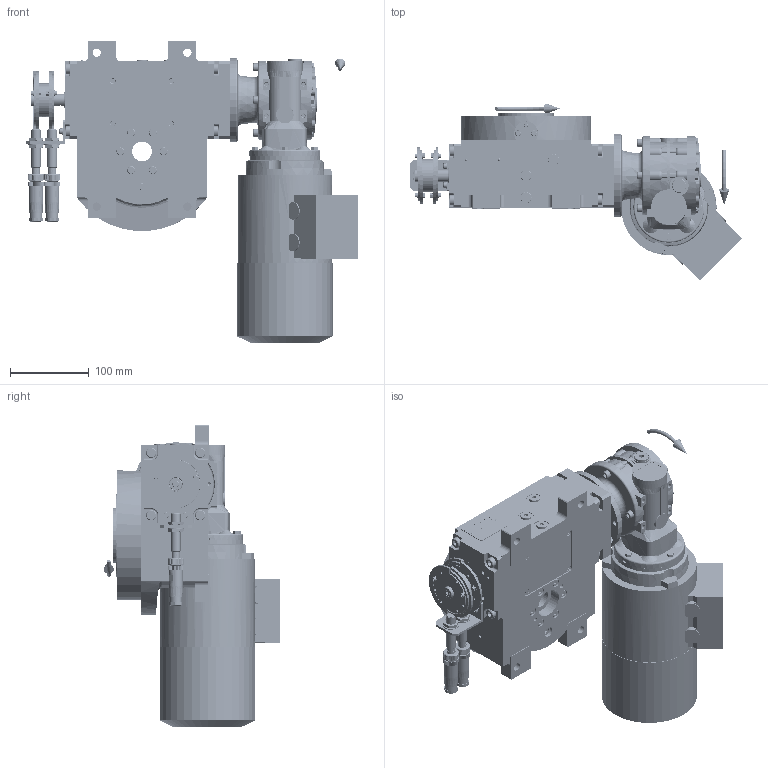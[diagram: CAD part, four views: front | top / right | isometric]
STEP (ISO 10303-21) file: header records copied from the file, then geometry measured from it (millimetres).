
FILE_DESCRIPTION (( 'STEP AP203' ), '1' );
FILE_NAME ('PC5015088.step', '2025-11-25T08:13:21', ( '' ), ( '' ), 'SwSTEP 2.0', 'SolidWorks 2020', '' );
FILE_SCHEMA (( 'CONFIG_CONTROL_DESIGN' ));
Length unit declared in the file: millimetre
Products named in the file (95): cfn2104_01_016; AS_cfn2476_01_001_48x38; PC5015088; cfn2107_01_001; cfn2115_02_194; rig04_071_6_m.stp; cfn2128_04_011; rig04_014_s_001; cfn2000_01_129; cfn2000_01_147; cfn2151_01_087; freccia_angolare; cfn2115_02_213; rig04_001_a_001; cfn2400_04_024; CFN2223_01-390X6-B.stp; cfn2003_01_063; CFN2010_02_002.stp; rig04_002_bl_011; cfn2000_01_161; cfn2000_01_151; cfn2401_02_005; cfn2115_02_068; cfn2151_01_162; CFN2000_01_185.stp; AS_rig04_071_6_m; AS_900_00_00_005; rig04_004; rig04_007_master; rig04_004_s_001; cfn2476_01_001_48x38; CFN2104_02_017.stp; cfn2276_01_065; AS_cfn2400_04_024; CFN2203_02_001.stp; AS_rig04_014_s_001; cfn2155_01_186; RIG06_021_AF0.stp; CFN2356_03_051.stp; cfn2151_01_092 ...
Assembly tree (91 placements, depth 5):
  PC5015088
    rig04_001_a_001
    AS_cfn2476_01_001_48x38
      cfn2476_01_001_48x38
      cfn2107_01_001
      cfn2107_01_001
    AS_rig04_071_6_m
      rig04_071_6_m.stp
        RIG04_005_ASM.stp
          RIG04_005_AF0.stp
          RIG06_021_AF0.stp
          CFN2000_01_185.stp
          CFN2000_01_185.stp
          CFN2104_02_017.stp
        CFN2155_01_007.stp
        CFN2010_02_002.stp
      rig04_003_6
      cfn2000_01_147
      cfn2000_01_147
      cfn2000_01_147
      cfn2000_01_147
      cfn2000_01_147
      cfn2000_01_147
      cfn2000_01_147
      cfn2000_01_147
      cfn2104_01_016  x2
    AS_rig04_014_s_001
      rig04_014_s_001
      cfn2000_01_151
      cfn2000_01_151
      cfn2000_01_151
      cfn2000_01_151
      cfn2000_01_151
      cfn2000_01_151
      cfn2155_01_186
    AS_rig04_004_s_002
      rig04_004_s_002
      cfn2155_01_038
      cfn2070_05_001
      cfn2000_01_129
      cfn2000_01_129  x2
      cfn2000_01_129
    AS_rig04_004
      rig04_004
      cfn2155_01_055
      cfn2070_05_001
      cfn2000_01_129  x2
      cfn2000_01_129
      cfn2000_01_129
    AS_rig04_002_bl_011
      rig04_002_bl_011
      cfn2115_02_068
    AS_rig04_004_s_001
      rig04_004_s_001
      cfn2000_01_129
      cfn2000_01_129
      cfn2000_01_129  x2
    cfn2128_04_011
    cfn2128_04_011
    cfn2128_04_011
Bounding box: 420.63 x 224.13 x 382.99 mm (x, y, z)
Volume: 4852581.3 mm3; surface area: 780913.5 mm2
Topology: 91 solids, 91 shells, 6084 faces, 15406 edges, 9797 vertices
Faces by surface type: plane 2810, cylinder 2077, cone 1008, torus 165, bspline 18, sphere 6
Entity records: 168984 total; most frequent: CARTESIAN_POINT 40394, DIRECTION 25077, ORIENTED_EDGE 24562, EDGE_CURVE 12281, AXIS2_PLACEMENT_3D 9231, VERTEX_POINT 7887, VECTOR 6615, LINE 6615
